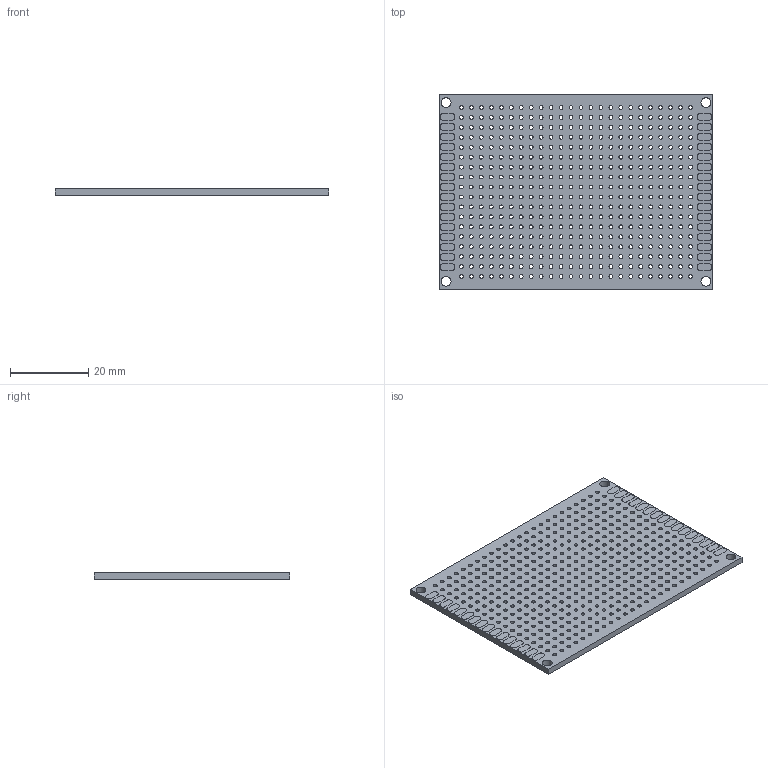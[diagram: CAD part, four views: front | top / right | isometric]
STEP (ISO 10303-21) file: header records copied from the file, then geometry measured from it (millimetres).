
FILE_DESCRIPTION(('FreeCAD Model'),'2;1');
FILE_NAME('Open CASCADE Shape Model','2023-02-20T10:51:21',(''),(''), 'Open CASCADE STEP processor 7.6','FreeCAD','Unknown');
FILE_SCHEMA(('AUTOMOTIVE_DESIGN { 1 0 10303 214 1 1 1 1 }'));
Length unit declared in the file: millimetre
Products named in the file (1): LinearPattern002
Bounding box: 70 x 50 x 1.6 mm (x, y, z)
Volume: 5046.7 mm3; surface area: 8871.1 mm2
Topology: 1 solids, 1 shells, 506 faces, 1576 edges, 1136 vertices
Faces by surface type: cylinder 436, plane 70
Full cylindrical faces by diameter (mm): 0.98 x432, 2.52 x4
Entity records: 40757 total; most frequent: DIRECTION 6742, CARTESIAN_POINT 6371, ORIENTED_EDGE 3152, PCURVE 3152, DEFINITIONAL_REPRESENTATION 3152, LINE 2600, VECTOR 2600, CIRCLE 2128
